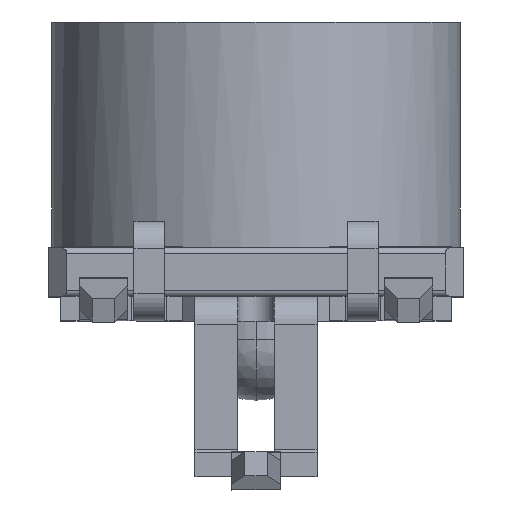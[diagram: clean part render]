
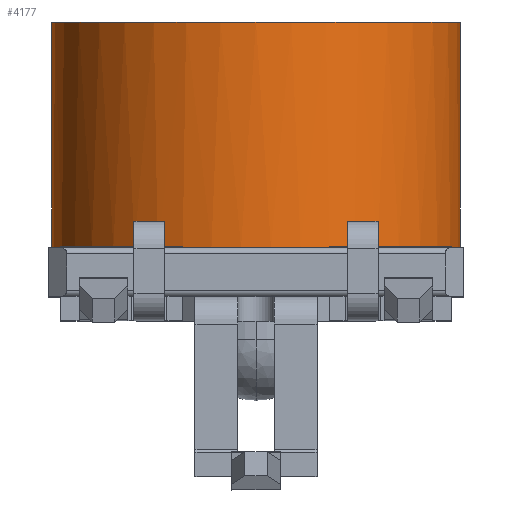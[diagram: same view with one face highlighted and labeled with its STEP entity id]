
A CAD part, top view. The second image highlights one B-rep face of the part: STEP entity #4177.
In plain terms, the highlighted cylindrical face has radius 3.35 mm (diameter 6.7 mm), a partial arc.
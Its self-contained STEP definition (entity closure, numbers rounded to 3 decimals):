
#374=CARTESIAN_POINT('',(0.,0.8,0.));
#375=DIRECTION('',(0.,1.,0.));
#376=DIRECTION('',(-0.358,0.,0.934));
#377=AXIS2_PLACEMENT_3D('',#374,#375,#376);
#399=CARTESIAN_POINT('',(0.,0.8,0.));
#400=DIRECTION('',(0.,1.,0.));
#401=DIRECTION('',(0.698,0.,0.716));
#402=AXIS2_PLACEMENT_3D('',#399,#400,#401);
#409=CARTESIAN_POINT('',(0.,0.8,0.));
#410=DIRECTION('',(0.,1.,0.));
#411=DIRECTION('',(-1.,0.,0.));
#412=AXIS2_PLACEMENT_3D('',#409,#410,#411);
#470=CARTESIAN_POINT('',(0.,0.82,0.));
#471=DIRECTION('',(0.,1.,0.));
#472=DIRECTION('',(-0.698,0.,0.716));
#473=AXIS2_PLACEMENT_3D('',#470,#471,#472);
#475=DIRECTION('',(0.,1.,0.));
#476=VECTOR('',#475,0.02);
#477=CARTESIAN_POINT('',(-2.337,0.8,2.4));
#478=LINE('',#477,#476);
#479=DIRECTION('',(0.,1.,0.));
#480=VECTOR('',#479,3.7);
#481=CARTESIAN_POINT('',(-3.35,0.8,0.));
#482=LINE('',#481,#480);
#483=DIRECTION('',(0.,1.,0.));
#484=VECTOR('',#483,0.02);
#485=CARTESIAN_POINT('',(2.337,0.8,2.4));
#486=LINE('',#485,#484);
#487=CARTESIAN_POINT('',(0.,0.82,0.));
#488=DIRECTION('',(0.,1.,0.));
#489=DIRECTION('',(0.358,0.,0.934));
#490=AXIS2_PLACEMENT_3D('',#487,#488,#489);
#492=DIRECTION('',(0.,1.,0.));
#493=VECTOR('',#492,0.02);
#494=CARTESIAN_POINT('',(1.2,0.8,3.128));
#495=LINE('',#494,#493);
#496=DIRECTION('',(0.,1.,0.));
#497=VECTOR('',#496,0.02);
#498=CARTESIAN_POINT('',(-1.2,0.8,3.128));
#499=LINE('',#498,#497);
#525=DIRECTION('',(0.,1.,0.));
#526=VECTOR('',#525,3.7);
#527=CARTESIAN_POINT('',(3.35,0.8,0.));
#528=LINE('',#527,#526);
#546=CARTESIAN_POINT('',(0.,4.5,0.));
#547=DIRECTION('',(0.,1.,0.));
#548=DIRECTION('',(-1.,0.,0.));
#549=AXIS2_PLACEMENT_3D('',#546,#547,#548);
#2941=CARTESIAN_POINT('',(-3.35,4.5,0.));
#2942=CARTESIAN_POINT('',(3.35,4.5,0.));
#2943=VERTEX_POINT('',#2941);
#2944=VERTEX_POINT('',#2942);
#2945=CARTESIAN_POINT('',(3.35,0.8,0.));
#2946=CARTESIAN_POINT('',(-3.35,0.8,0.));
#2947=VERTEX_POINT('',#2945);
#2948=VERTEX_POINT('',#2946);
#3697=CARTESIAN_POINT('',(1.2,0.8,3.128));
#3699=VERTEX_POINT('',#3697);
#3704=CARTESIAN_POINT('',(2.337,0.8,2.4));
#3705=VERTEX_POINT('',#3704);
#3706=CARTESIAN_POINT('',(-2.337,0.8,2.4));
#3708=VERTEX_POINT('',#3706);
#3714=CARTESIAN_POINT('',(-1.2,0.8,3.128));
#3715=VERTEX_POINT('',#3714);
#3716=CARTESIAN_POINT('',(-2.337,0.82,2.4));
#3717=CARTESIAN_POINT('',(-1.2,0.82,3.128));
#3718=VERTEX_POINT('',#3716);
#3719=VERTEX_POINT('',#3717);
#3720=CARTESIAN_POINT('',(1.2,0.82,3.128));
#3721=CARTESIAN_POINT('',(2.337,0.82,2.4));
#3722=VERTEX_POINT('',#3720);
#3723=VERTEX_POINT('',#3721);
#4152=CARTESIAN_POINT('',(0.,0.8,0.));
#4153=DIRECTION('',(0.,1.,0.));
#4154=DIRECTION('',(1.,0.,0.));
#4155=AXIS2_PLACEMENT_3D('',#4152,#4153,#4154);
#4156=CYLINDRICAL_SURFACE('',#4155,3.35);
#4158=ORIENTED_EDGE('',*,*,#4157,.F.);
#4160=ORIENTED_EDGE('',*,*,#4159,.F.);
#4161=ORIENTED_EDGE('',*,*,#4102,.F.);
#4163=ORIENTED_EDGE('',*,*,#4162,.T.);
#4165=ORIENTED_EDGE('',*,*,#4164,.T.);
#4167=ORIENTED_EDGE('',*,*,#4166,.F.);
#4168=ORIENTED_EDGE('',*,*,#4098,.F.);
#4170=ORIENTED_EDGE('',*,*,#4169,.T.);
#4171=ORIENTED_EDGE('',*,*,#4142,.F.);
#4172=ORIENTED_EDGE('',*,*,#4023,.F.);
#4173=ORIENTED_EDGE('',*,*,#4040,.F.);
#4174=ORIENTED_EDGE('',*,*,#4055,.T.);
#4175=EDGE_LOOP('',(#4158,#4160,#4161,#4163,#4165,#4167,#4168,#4170,#4171,#4172,
#4173,#4174));
#4176=FACE_OUTER_BOUND('',#4175,.F.);
#4177=ADVANCED_FACE('',(#4176),#4156,.T.);
#378=CIRCLE('',#377,3.35);
#403=CIRCLE('',#402,3.35);
#413=CIRCLE('',#412,3.35);
#474=CIRCLE('',#473,3.35);
#491=CIRCLE('',#490,3.35);
#550=CIRCLE('',#549,3.35);
#4023=EDGE_CURVE('',#3699,#3722,#495,.T.);
#4040=EDGE_CURVE('',#3715,#3699,#378,.T.);
#4055=EDGE_CURVE('',#3715,#3719,#499,.T.);
#4098=EDGE_CURVE('',#3705,#2947,#403,.T.);
#4102=EDGE_CURVE('',#2948,#3708,#413,.T.);
#4142=EDGE_CURVE('',#3722,#3723,#491,.T.);
#4157=EDGE_CURVE('',#3718,#3719,#474,.T.);
#4159=EDGE_CURVE('',#3708,#3718,#478,.T.);
#4162=EDGE_CURVE('',#2948,#2943,#482,.T.);
#4164=EDGE_CURVE('',#2943,#2944,#550,.T.);
#4166=EDGE_CURVE('',#2947,#2944,#528,.T.);
#4169=EDGE_CURVE('',#3705,#3723,#486,.T.);
